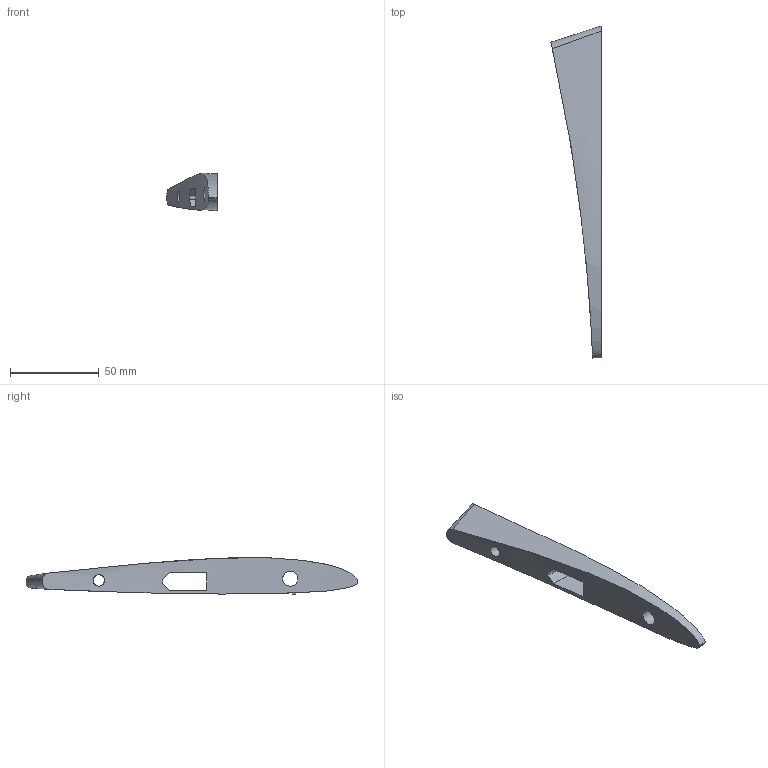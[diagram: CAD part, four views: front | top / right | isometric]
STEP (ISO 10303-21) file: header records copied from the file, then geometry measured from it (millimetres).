
FILE_DESCRIPTION(/* description */ (''),/* implementation_level */ '2;1');
FILE_NAME(/* name */ 'Wing left 1.step',/* time_stamp */ '2024-11-26T12:14:11+01:00',/* author */ (''),/* organization */ (''),/* preprocessor_version */ 'ST-DEVELOPER v20',/* originating_system */ 'Autodesk Translation Framework v13.20.0.188',/* authorisation */ '');
FILE_SCHEMA (('AUTOMOTIVE_DESIGN { 1 0 10303 214 3 1 1 }'));
Length unit declared in the file: millimetre
Products named in the file (1): Wing left 1
Bounding box: 28.34 x 187.28 x 21.06 mm (x, y, z)
Volume: 33594.3 mm3; surface area: 12059.7 mm2
Topology: 1 solids, 1 shells, 20 faces, 56 edges, 38 vertices
Faces by surface type: plane 12, bspline 6, cylinder 2
Full cylindrical faces by diameter (mm): 6.4 x1, 8.6 x1
Entity records: 1604 total; most frequent: CARTESIAN_POINT 1111, ORIENTED_EDGE 112, EDGE_CURVE 56, DIRECTION 56, VERTEX_POINT 38, B_SPLINE_CURVE_WITH_KNOTS 32, EDGE_LOOP 26, LINE 22
